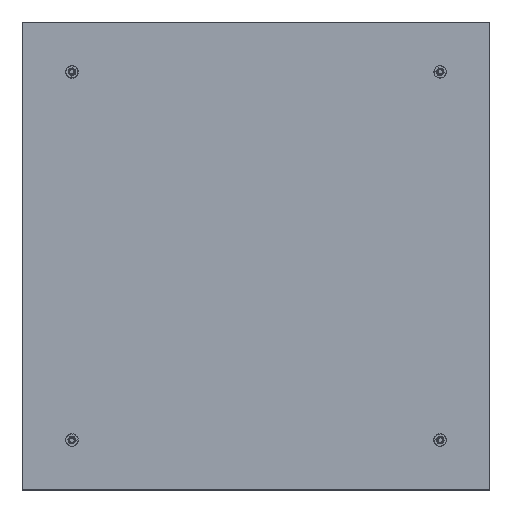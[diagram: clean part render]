
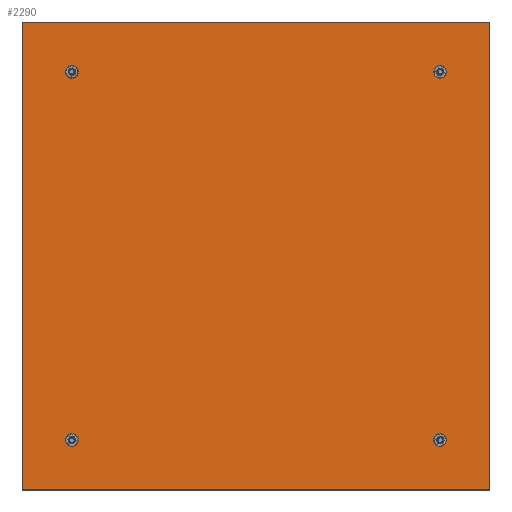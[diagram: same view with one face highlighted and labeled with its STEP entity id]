
A CAD part, top view. The second image highlights one B-rep face of the part: STEP entity #2290.
In plain terms, the highlighted planar face has unit normal (0, 0, 1).
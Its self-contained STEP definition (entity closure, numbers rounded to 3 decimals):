
#223=FACE_BOUND('',#557,.T.);
#224=FACE_BOUND('',#558,.T.);
#225=FACE_BOUND('',#559,.T.);
#226=FACE_BOUND('',#560,.T.);
#282=PLANE('',#2782);
#405=FACE_OUTER_BOUND('',#556,.T.);
#556=EDGE_LOOP('',(#2021,#2022,#2023,#2024));
#557=EDGE_LOOP('',(#2025));
#558=EDGE_LOOP('',(#2026));
#559=EDGE_LOOP('',(#2027));
#560=EDGE_LOOP('',(#2028));
#726=LINE('',#4450,#882);
#727=LINE('',#4452,#883);
#728=LINE('',#4454,#884);
#729=LINE('',#4455,#885);
#882=VECTOR('',#3423,10.);
#883=VECTOR('',#3424,10.);
#884=VECTOR('',#3425,10.);
#885=VECTOR('',#3426,10.);
#1004=CIRCLE('',#2781,11.);
#1005=CIRCLE('',#2783,11.);
#1006=CIRCLE('',#2784,11.);
#1007=CIRCLE('',#2785,11.);
#1201=VERTEX_POINT('',#4444);
#1202=VERTEX_POINT('',#4448);
#1203=VERTEX_POINT('',#4449);
#1204=VERTEX_POINT('',#4451);
#1205=VERTEX_POINT('',#4453);
#1206=VERTEX_POINT('',#4456);
#1207=VERTEX_POINT('',#4458);
#1208=VERTEX_POINT('',#4460);
#1481=EDGE_CURVE('',#1201,#1201,#1004,.T.);
#1483=EDGE_CURVE('',#1202,#1203,#726,.T.);
#1484=EDGE_CURVE('',#1204,#1202,#727,.T.);
#1485=EDGE_CURVE('',#1205,#1204,#728,.T.);
#1486=EDGE_CURVE('',#1203,#1205,#729,.T.);
#1487=EDGE_CURVE('',#1206,#1206,#1005,.T.);
#1488=EDGE_CURVE('',#1207,#1207,#1006,.T.);
#1489=EDGE_CURVE('',#1208,#1208,#1007,.T.);
#2021=ORIENTED_EDGE('',*,*,#1483,.F.);
#2022=ORIENTED_EDGE('',*,*,#1484,.F.);
#2023=ORIENTED_EDGE('',*,*,#1485,.F.);
#2024=ORIENTED_EDGE('',*,*,#1486,.F.);
#2025=ORIENTED_EDGE('',*,*,#1487,.F.);
#2026=ORIENTED_EDGE('',*,*,#1488,.F.);
#2027=ORIENTED_EDGE('',*,*,#1489,.F.);
#2028=ORIENTED_EDGE('',*,*,#1481,.F.);
#2290=ADVANCED_FACE('',(#405,#223,#224,#225,#226),#282,.T.);
#2781=AXIS2_PLACEMENT_3D('',#4445,#3418,#3419);
#2782=AXIS2_PLACEMENT_3D('',#4447,#3421,#3422);
#2783=AXIS2_PLACEMENT_3D('',#4457,#3427,#3428);
#2784=AXIS2_PLACEMENT_3D('',#4459,#3429,#3430);
#2785=AXIS2_PLACEMENT_3D('',#4461,#3431,#3432);
#3418=DIRECTION('center_axis',(0.,0.,1.));
#3419=DIRECTION('ref_axis',(-1.,0.,0.));
#3421=DIRECTION('center_axis',(0.,0.,1.));
#3422=DIRECTION('ref_axis',(1.,0.,0.));
#3423=DIRECTION('',(0.,1.,0.));
#3424=DIRECTION('',(-1.,0.,0.));
#3425=DIRECTION('',(0.,-1.,0.));
#3426=DIRECTION('',(1.,0.,0.));
#3427=DIRECTION('center_axis',(0.,0.,1.));
#3428=DIRECTION('ref_axis',(-1.,0.,0.));
#3429=DIRECTION('center_axis',(0.,0.,1.));
#3430=DIRECTION('ref_axis',(-1.,0.,0.));
#3431=DIRECTION('center_axis',(0.,0.,1.));
#3432=DIRECTION('ref_axis',(-1.,0.,0.));
#4444=CARTESIAN_POINT('',(601.,590.,15.));
#4445=CARTESIAN_POINT('Origin',(590.,590.,15.));
#4447=CARTESIAN_POINT('Origin',(0.,0.,15.));
#4448=CARTESIAN_POINT('',(-749.,-749.,15.));
#4449=CARTESIAN_POINT('',(-749.,749.,15.));
#4450=CARTESIAN_POINT('',(-749.,-375.,15.));
#4451=CARTESIAN_POINT('',(749.,-749.,15.));
#4452=CARTESIAN_POINT('',(375.,-749.,15.));
#4453=CARTESIAN_POINT('',(749.,749.,15.));
#4454=CARTESIAN_POINT('',(749.,375.,15.));
#4455=CARTESIAN_POINT('',(-375.,749.,15.));
#4456=CARTESIAN_POINT('',(-579.,-590.,15.));
#4457=CARTESIAN_POINT('Origin',(-590.,-590.,15.));
#4458=CARTESIAN_POINT('',(-579.,590.,15.));
#4459=CARTESIAN_POINT('Origin',(-590.,590.,15.));
#4460=CARTESIAN_POINT('',(601.,-590.,15.));
#4461=CARTESIAN_POINT('Origin',(590.,-590.,15.));
